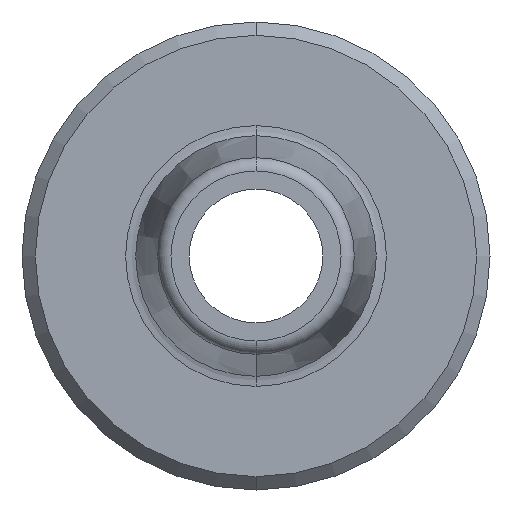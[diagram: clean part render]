
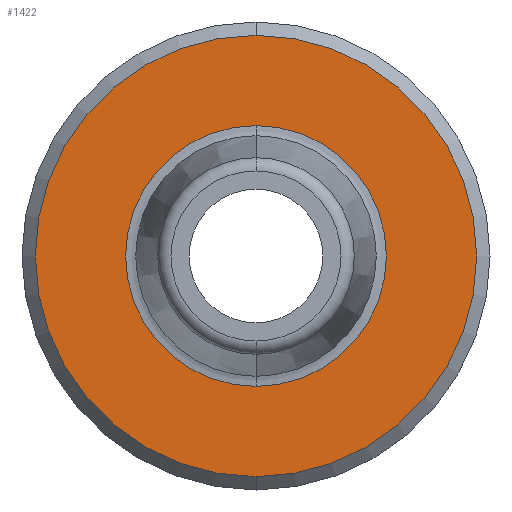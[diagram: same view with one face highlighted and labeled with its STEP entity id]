
A CAD part, front view. The second image highlights one B-rep face of the part: STEP entity #1422.
In plain terms, the highlighted planar face has unit normal (0, -1, 0).
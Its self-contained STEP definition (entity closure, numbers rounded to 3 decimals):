
#19 = ORIENTED_EDGE ( 'NONE', *, *, #1427, .F. ) ;
#21 = ORIENTED_EDGE ( 'NONE', *, *, #1348, .F. ) ;
#24 = ORIENTED_EDGE ( 'NONE', *, *, #1349, .T. ) ;
#160 = VERTEX_POINT ( 'NONE', #868 ) ;
#161 = VERTEX_POINT ( 'NONE', #866 ) ;
#162 = VERTEX_POINT ( 'NONE', #863 ) ;
#163 = VERTEX_POINT ( 'NONE', #862 ) ;
#228 = EDGE_LOOP ( 'NONE', ( #24, #303 ) ) ;
#229 = EDGE_LOOP ( 'NONE', ( #21, #19 ) ) ;
#303 = ORIENTED_EDGE ( 'NONE', *, *, #1307, .T. ) ;
#485 = DIRECTION ( 'NONE',  ( 0., 0., -1. ) ) ;
#487 = DIRECTION ( 'NONE',  ( 0., -1., 0. ) ) ;
#488 = CARTESIAN_POINT ( 'NONE',  ( 0., 13., 0. ) ) ;
#505 = DIRECTION ( 'NONE',  ( 0., 0., -1. ) ) ;
#506 = DIRECTION ( 'NONE',  ( 0., -1., 0. ) ) ;
#508 = CARTESIAN_POINT ( 'NONE',  ( 1.95, 13., 0. ) ) ;
#509 = PLANE ( 'NONE',  #1113 ) ;
#693 = FACE_OUTER_BOUND ( 'NONE', #228, .T. ) ;
#694 = FACE_BOUND ( 'NONE', #229, .T. ) ;
#752 = DIRECTION ( 'NONE',  ( 0., 0., -1. ) ) ;
#755 = DIRECTION ( 'NONE',  ( 0., -1., 0. ) ) ;
#762 = CARTESIAN_POINT ( 'NONE',  ( 0., 13., 0. ) ) ;
#858 = DIRECTION ( 'NONE',  ( 0., 0., -1. ) ) ;
#860 = DIRECTION ( 'NONE',  ( 0., -1., 0. ) ) ;
#861 = CARTESIAN_POINT ( 'NONE',  ( 0., 13., 0. ) ) ;
#862 = CARTESIAN_POINT ( 'NONE',  ( 0., 13., 3.3 ) ) ;
#863 = CARTESIAN_POINT ( 'NONE',  ( 0., 13., -3.3 ) ) ;
#864 = DIRECTION ( 'NONE',  ( 0., 0., -1. ) ) ;
#865 = DIRECTION ( 'NONE',  ( 0., -1., 0. ) ) ;
#866 = CARTESIAN_POINT ( 'NONE',  ( 0., 13., -1.95 ) ) ;
#867 = CARTESIAN_POINT ( 'NONE',  ( 0., 13., 0. ) ) ;
#868 = CARTESIAN_POINT ( 'NONE',  ( 0., 13., 1.95 ) ) ;
#1105 = AXIS2_PLACEMENT_3D ( 'NONE', #488, #487, #485 ) ;
#1106 = CIRCLE ( 'NONE', #1105, 1.95 ) ;
#1113 = AXIS2_PLACEMENT_3D ( 'NONE', #508, #506, #505 ) ;
#1123 = CIRCLE ( 'NONE', #1137, 3.3 ) ;
#1137 = AXIS2_PLACEMENT_3D ( 'NONE', #762, #755, #752 ) ;
#1245 = AXIS2_PLACEMENT_3D ( 'NONE', #861, #860, #858 ) ;
#1246 = CIRCLE ( 'NONE', #1245, 3.3 ) ;
#1247 = AXIS2_PLACEMENT_3D ( 'NONE', #867, #865, #864 ) ;
#1248 = CIRCLE ( 'NONE', #1247, 1.95 ) ;
#1307 = EDGE_CURVE ( 'NONE', #162, #163, #1123, .T. ) ;
#1348 = EDGE_CURVE ( 'NONE', #161, #160, #1248, .T. ) ;
#1349 = EDGE_CURVE ( 'NONE', #163, #162, #1246, .T. ) ;
#1422 = ADVANCED_FACE ( 'NONE', ( #693, #694 ), #509, .T. ) ;
#1427 = EDGE_CURVE ( 'NONE', #160, #161, #1106, .T. ) ;
